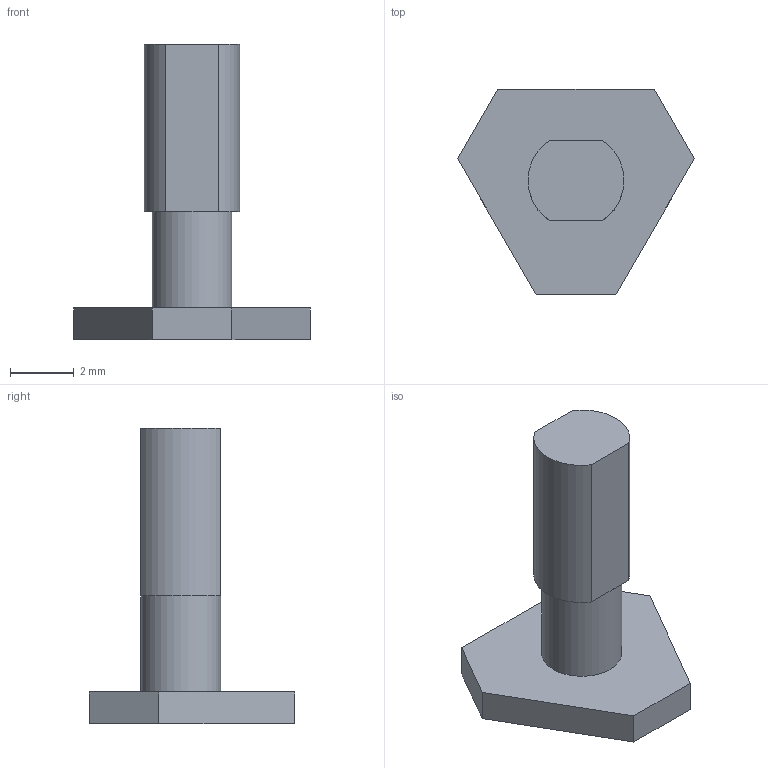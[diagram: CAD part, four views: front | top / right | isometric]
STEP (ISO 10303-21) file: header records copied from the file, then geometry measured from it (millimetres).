
FILE_DESCRIPTION(/* description */ (''),/* implementation_level */ '2;1');
FILE_NAME(/* name */ 'force plate_longer v8.step',/* time_stamp */ '2024-03-18T13:52:08-04:00',/* author */ (''),/* organization */ (''),/* preprocessor_version */ 'ST-DEVELOPER v20',/* originating_system */ 'Autodesk Translation Framework v12.20.1.177',/* authorisation */ '');
FILE_SCHEMA (('AUTOMOTIVE_DESIGN { 1 0 10303 214 3 1 1 }'));
Length unit declared in the file: millimetre
Products named in the file (1): force plate_longer
Bounding box: 7.4 x 6.41 x 9.25 mm (x, y, z)
Volume: 83.2 mm3; surface area: 166 mm2
Topology: 1 solids, 1 shells, 16 faces, 37 edges, 24 vertices
Faces by surface type: plane 13, cylinder 3
Full cylindrical faces by diameter (mm): 2.5 x1
Entity records: 486 total; most frequent: DIRECTION 79, CARTESIAN_POINT 78, ORIENTED_EDGE 74, EDGE_CURVE 37, LINE 29, VECTOR 29, AXIS2_PLACEMENT_3D 25, VERTEX_POINT 24
